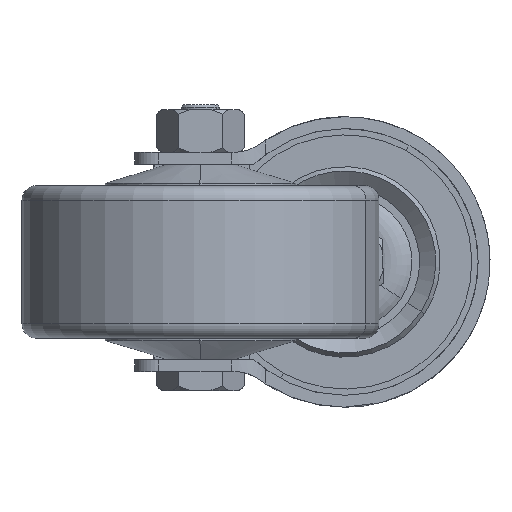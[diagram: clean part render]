
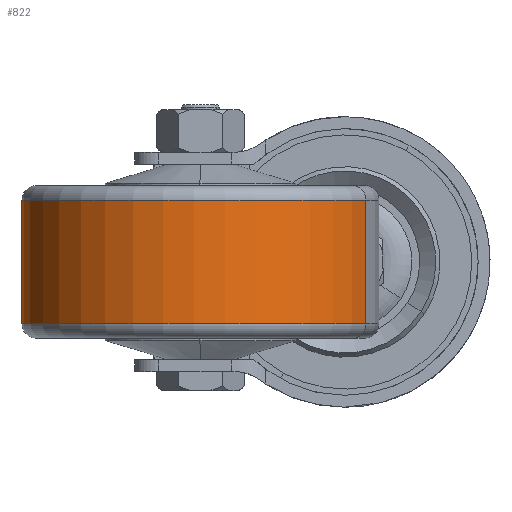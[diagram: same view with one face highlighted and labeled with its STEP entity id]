
A CAD part, front view. The second image highlights one B-rep face of the part: STEP entity #822.
In plain terms, the highlighted cylindrical face has radius 37.5 mm (diameter 75 mm), a partial arc.
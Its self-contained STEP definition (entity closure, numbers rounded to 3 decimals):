
#95 = ORIENTED_EDGE ( 'NONE', *, *, #6119, .F. ) ;
#116 = LINE ( 'NONE', #2375, #6348 ) ;
#167 = CARTESIAN_POINT ( 'NONE',  ( 0., 0., -13. ) ) ;
#779 = DIRECTION ( 'NONE',  ( 0., 0., -1. ) ) ;
#822 = ADVANCED_FACE ( 'NONE', ( #4905 ), #6604, .T. ) ;
#869 = ORIENTED_EDGE ( 'NONE', *, *, #992, .T. ) ;
#923 = DIRECTION ( 'NONE',  ( 0., 0., -1. ) ) ;
#992 = EDGE_CURVE ( 'NONE', #2180, #7019, #6885, .T. ) ;
#996 = DIRECTION ( 'NONE',  ( 1., 0., 0. ) ) ;
#1044 = DIRECTION ( 'NONE',  ( 0., 0., -1. ) ) ;
#1272 = EDGE_CURVE ( 'NONE', #7019, #5265, #3011, .T. ) ;
#1336 = CARTESIAN_POINT ( 'NONE',  ( -37.5, 0., 16. ) ) ;
#1492 = ORIENTED_EDGE ( 'NONE', *, *, #1272, .T. ) ;
#1499 = CARTESIAN_POINT ( 'NONE',  ( -37.5, 0., 13. ) ) ;
#1564 = VERTEX_POINT ( 'NONE', #5793 ) ;
#1730 = DIRECTION ( 'NONE',  ( 1., 0., 0. ) ) ;
#2180 = VERTEX_POINT ( 'NONE', #1499 ) ;
#2272 = DIRECTION ( 'NONE',  ( 0., 0., 1. ) ) ;
#2375 = CARTESIAN_POINT ( 'NONE',  ( 37.5, 0., 16. ) ) ;
#2622 = CIRCLE ( 'NONE', #4592, 37.5 ) ;
#3011 = CIRCLE ( 'NONE', #7100, 37.5 ) ;
#3484 = ORIENTED_EDGE ( 'NONE', *, *, #7021, .T. ) ;
#3499 = CARTESIAN_POINT ( 'NONE',  ( 37.5, 0., -13. ) ) ;
#3750 = CARTESIAN_POINT ( 'NONE',  ( -37.5, 0., -13. ) ) ;
#3819 = AXIS2_PLACEMENT_3D ( 'NONE', #4390, #1044, #5521 ) ;
#4042 = DIRECTION ( 'NONE',  ( 0., 0., -1. ) ) ;
#4390 = CARTESIAN_POINT ( 'NONE',  ( 0., 0., 16. ) ) ;
#4592 = AXIS2_PLACEMENT_3D ( 'NONE', #5988, #923, #996 ) ;
#4905 = FACE_OUTER_BOUND ( 'NONE', #6610, .T. ) ;
#5265 = VERTEX_POINT ( 'NONE', #3499 ) ;
#5521 = DIRECTION ( 'NONE',  ( -1., 0., 0. ) ) ;
#5793 = CARTESIAN_POINT ( 'NONE',  ( 37.5, 0., 13. ) ) ;
#5988 = CARTESIAN_POINT ( 'NONE',  ( 0., 0., 13. ) ) ;
#6119 = EDGE_CURVE ( 'NONE', #1564, #5265, #116, .T. ) ;
#6348 = VECTOR ( 'NONE', #4042, 1000. ) ;
#6516 = VECTOR ( 'NONE', #779, 1000. ) ;
#6604 = CYLINDRICAL_SURFACE ( 'NONE', #3819, 37.5 ) ;
#6610 = EDGE_LOOP ( 'NONE', ( #95, #3484, #869, #1492 ) ) ;
#6885 = LINE ( 'NONE', #1336, #6516 ) ;
#7019 = VERTEX_POINT ( 'NONE', #3750 ) ;
#7021 = EDGE_CURVE ( 'NONE', #1564, #2180, #2622, .T. ) ;
#7100 = AXIS2_PLACEMENT_3D ( 'NONE', #167, #2272, #1730 ) ;
